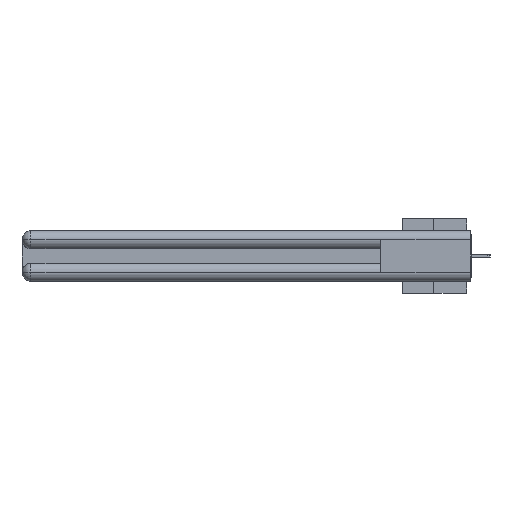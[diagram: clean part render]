
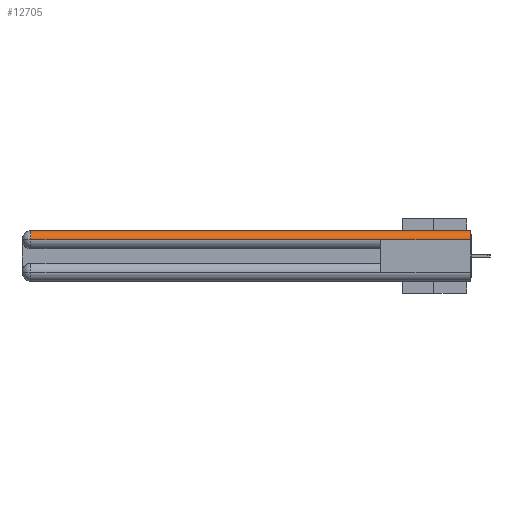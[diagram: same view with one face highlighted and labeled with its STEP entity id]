
A CAD part, left-side view. The second image highlights one B-rep face of the part: STEP entity #12705.
In plain terms, the highlighted cylindrical face has radius 1.562 mm (diameter 3.124 mm), a partial arc.
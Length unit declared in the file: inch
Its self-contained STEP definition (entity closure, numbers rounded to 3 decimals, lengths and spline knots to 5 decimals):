
#824 = CARTESIAN_POINT ( 'NONE',  ( 0., 0., -0.0615 ) ) ;
#1622 = ORIENTED_EDGE ( 'NONE', *, *, #36987, .F. ) ;
#4102 = VERTEX_POINT ( 'NONE', #6561 ) ;
#4285 = DIRECTION ( 'NONE',  ( 0., -1., 0. ) ) ;
#4372 = CARTESIAN_POINT ( 'NONE',  ( 0.0615, 0., 0. ) ) ;
#5401 = FACE_OUTER_BOUND ( 'NONE', #25956, .T. ) ;
#5990 = ORIENTED_EDGE ( 'NONE', *, *, #22239, .F. ) ;
#6561 = CARTESIAN_POINT ( 'NONE',  ( 0., 0.6, -0.0615 ) ) ;
#8574 = CIRCLE ( 'NONE', #25889, 0.0615 ) ;
#8694 = CIRCLE ( 'NONE', #22471, 0.0615 ) ;
#9053 = DIRECTION ( 'NONE',  ( 0., 1., 0. ) ) ;
#10587 = LINE ( 'NONE', #22613, #26171 ) ;
#11715 = CARTESIAN_POINT ( 'NONE',  ( 0.0615, 2.94, -0.0615 ) ) ;
#11892 = ORIENTED_EDGE ( 'NONE', *, *, #25017, .F. ) ;
#12705 = ADVANCED_FACE ( 'NONE', ( #5401 ), #21041, .T. ) ;
#14826 = DIRECTION ( 'NONE',  ( 0., 0., 1. ) ) ;
#15405 = LINE ( 'NONE', #38559, #21732 ) ;
#16753 = VERTEX_POINT ( 'NONE', #824 ) ;
#18126 = CARTESIAN_POINT ( 'NONE',  ( 0.0615, 0., -0.0615 ) ) ;
#18333 = CARTESIAN_POINT ( 'NONE',  ( 0.0615, 0., -0.0615 ) ) ;
#19814 = CARTESIAN_POINT ( 'NONE',  ( 0.0615, 0., 0. ) ) ;
#21041 = CYLINDRICAL_SURFACE ( 'NONE', #39254, 0.0615 ) ;
#21239 = DIRECTION ( 'NONE',  ( 1., 0., 0. ) ) ;
#21448 = DIRECTION ( 'NONE',  ( 0., 0., 1. ) ) ;
#21732 = VECTOR ( 'NONE', #23253, 39.37008 ) ;
#22239 = EDGE_CURVE ( 'NONE', #25208, #37059, #24500, .T. ) ;
#22471 = AXIS2_PLACEMENT_3D ( 'NONE', #18126, #39639, #21239 ) ;
#22613 = CARTESIAN_POINT ( 'NONE',  ( 0., 3., -0.0615 ) ) ;
#22751 = DIRECTION ( 'NONE',  ( 0., 1., 0. ) ) ;
#23253 = DIRECTION ( 'NONE',  ( 0., -1., 0. ) ) ;
#24500 = LINE ( 'NONE', #19814, #30763 ) ;
#25017 = EDGE_CURVE ( 'NONE', #37059, #16753, #8694, .T. ) ;
#25168 = CARTESIAN_POINT ( 'NONE',  ( 0.0615, 2.94, 0. ) ) ;
#25208 = VERTEX_POINT ( 'NONE', #25168 ) ;
#25505 = ORIENTED_EDGE ( 'NONE', *, *, #34503, .T. ) ;
#25889 = AXIS2_PLACEMENT_3D ( 'NONE', #11715, #33336, #14826 ) ;
#25956 = EDGE_LOOP ( 'NONE', ( #5990, #25505, #33641, #1622, #11892 ) ) ;
#26171 = VECTOR ( 'NONE', #22751, 39.37008 ) ;
#26455 = VERTEX_POINT ( 'NONE', #34295 ) ;
#30763 = VECTOR ( 'NONE', #4285, 39.37008 ) ;
#33336 = DIRECTION ( 'NONE',  ( 0., -1., 0. ) ) ;
#33641 = ORIENTED_EDGE ( 'NONE', *, *, #34323, .T. ) ;
#34295 = CARTESIAN_POINT ( 'NONE',  ( 0., 2.94, -0.0615 ) ) ;
#34323 = EDGE_CURVE ( 'NONE', #26455, #4102, #15405, .T. ) ;
#34503 = EDGE_CURVE ( 'NONE', #25208, #26455, #8574, .T. ) ;
#36987 = EDGE_CURVE ( 'NONE', #16753, #4102, #10587, .T. ) ;
#37059 = VERTEX_POINT ( 'NONE', #4372 ) ;
#38559 = CARTESIAN_POINT ( 'NONE',  ( 0., 3., -0.0615 ) ) ;
#39254 = AXIS2_PLACEMENT_3D ( 'NONE', #18333, #9053, #21448 ) ;
#39639 = DIRECTION ( 'NONE',  ( 0., -1., 0. ) ) ;
